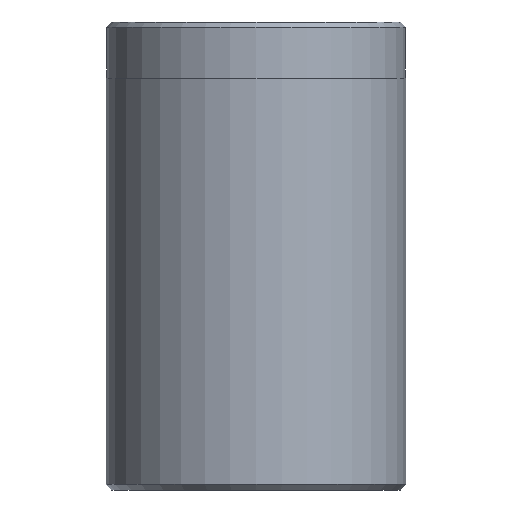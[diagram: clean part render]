
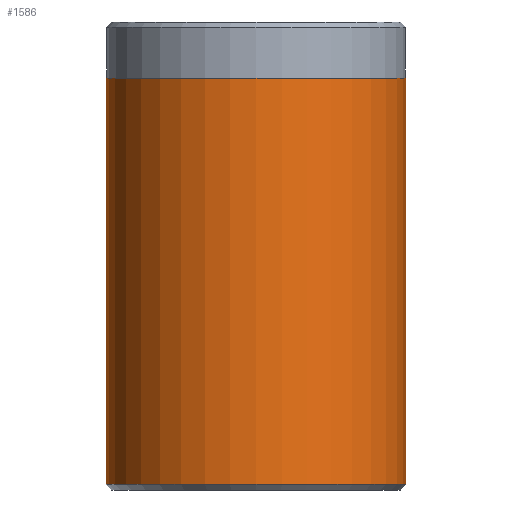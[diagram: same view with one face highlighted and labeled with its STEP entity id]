
A CAD part, front view. The second image highlights one B-rep face of the part: STEP entity #1586.
In plain terms, the highlighted cylindrical face has radius 8 mm (diameter 16 mm), a partial arc.
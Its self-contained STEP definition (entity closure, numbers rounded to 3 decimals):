
#32 = CARTESIAN_POINT ( 'NONE',  ( 8., 0., 0.3 ) ) ;
#80 = CARTESIAN_POINT ( 'NONE',  ( 0., 0., 25. ) ) ;
#309 = VERTEX_POINT ( 'NONE', #1881 ) ;
#380 = CIRCLE ( 'NONE', #1655, 8. ) ;
#381 = LINE ( 'NONE', #1375, #908 ) ;
#451 = EDGE_LOOP ( 'NONE', ( #2014, #579, #575, #599 ) ) ;
#575 = ORIENTED_EDGE ( 'NONE', *, *, #1481, .T. ) ;
#579 = ORIENTED_EDGE ( 'NONE', *, *, #1377, .F. ) ;
#599 = ORIENTED_EDGE ( 'NONE', *, *, #1771, .T. ) ;
#738 = DIRECTION ( 'NONE',  ( 1., 0., 0. ) ) ;
#860 = VERTEX_POINT ( 'NONE', #1482 ) ;
#865 = EDGE_CURVE ( 'NONE', #309, #1543, #381, .T. ) ;
#908 = VECTOR ( 'NONE', #1382, 1000. ) ;
#965 = CARTESIAN_POINT ( 'NONE',  ( 0., 0., 22. ) ) ;
#985 = VECTOR ( 'NONE', #1811, 1000. ) ;
#1035 = VERTEX_POINT ( 'NONE', #1911 ) ;
#1054 = FACE_OUTER_BOUND ( 'NONE', #451, .T. ) ;
#1130 = CYLINDRICAL_SURFACE ( 'NONE', #1740, 8. ) ;
#1194 = DIRECTION ( 'NONE',  ( -1., 0., 0. ) ) ;
#1375 = CARTESIAN_POINT ( 'NONE',  ( 8., 0., 25. ) ) ;
#1377 = EDGE_CURVE ( 'NONE', #1035, #309, #1865, .T. ) ;
#1382 = DIRECTION ( 'NONE',  ( 0., 0., -1. ) ) ;
#1401 = CARTESIAN_POINT ( 'NONE',  ( -8., 0., 25. ) ) ;
#1434 = DIRECTION ( 'NONE',  ( 1., 0., 0. ) ) ;
#1481 = EDGE_CURVE ( 'NONE', #1035, #860, #1993, .T. ) ;
#1482 = CARTESIAN_POINT ( 'NONE',  ( -8., 0., 0.3 ) ) ;
#1543 = VERTEX_POINT ( 'NONE', #32 ) ;
#1586 = ADVANCED_FACE ( 'NONE', ( #1054 ), #1130, .T. ) ;
#1609 = DIRECTION ( 'NONE',  ( 0., 0., 1. ) ) ;
#1626 = DIRECTION ( 'NONE',  ( 0., 0., -1. ) ) ;
#1630 = CARTESIAN_POINT ( 'NONE',  ( 0., 0., 0.3 ) ) ;
#1655 = AXIS2_PLACEMENT_3D ( 'NONE', #1630, #1609, #1434 ) ;
#1740 = AXIS2_PLACEMENT_3D ( 'NONE', #80, #1626, #1194 ) ;
#1771 = EDGE_CURVE ( 'NONE', #860, #1543, #380, .T. ) ;
#1811 = DIRECTION ( 'NONE',  ( 0., 0., -1. ) ) ;
#1863 = AXIS2_PLACEMENT_3D ( 'NONE', #965, #2307, #738 ) ;
#1865 = CIRCLE ( 'NONE', #1863, 8. ) ;
#1881 = CARTESIAN_POINT ( 'NONE',  ( 8., 0., 22. ) ) ;
#1911 = CARTESIAN_POINT ( 'NONE',  ( -8., 0., 22. ) ) ;
#1993 = LINE ( 'NONE', #1401, #985 ) ;
#2014 = ORIENTED_EDGE ( 'NONE', *, *, #865, .F. ) ;
#2307 = DIRECTION ( 'NONE',  ( 0., 0., 1. ) ) ;
